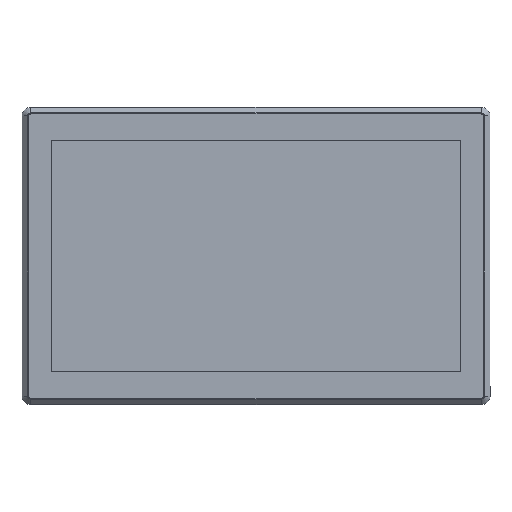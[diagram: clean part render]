
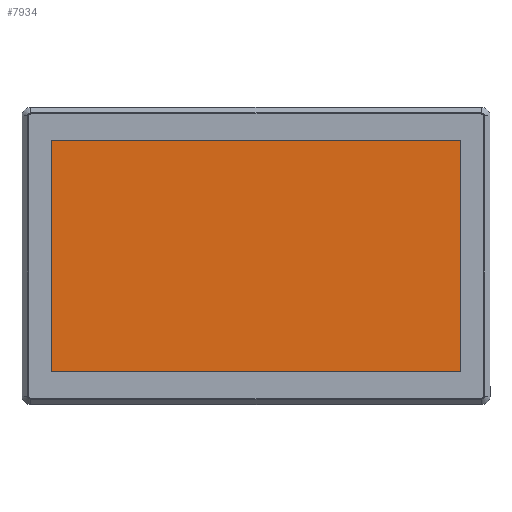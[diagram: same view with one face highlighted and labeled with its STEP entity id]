
A CAD part, top view. The second image highlights one B-rep face of the part: STEP entity #7934.
In plain terms, the highlighted face is planar.
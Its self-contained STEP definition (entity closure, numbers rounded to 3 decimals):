
#6591=FACE_OUTER_BOUND('',#14605,.T.);
#7934=ADVANCED_FACE('',(#6591),#9164,.T.);
#9164=PLANE('',#31804);
#11017=LINE('',#40742,#12607);
#11020=LINE('',#40748,#12610);
#11022=LINE('',#40752,#12612);
#11023=LINE('',#40754,#12613);
#12607=VECTOR('',#34958,1.);
#12610=VECTOR('',#34963,1.);
#12612=VECTOR('',#34967,1.);
#12613=VECTOR('',#34970,1.);
#14605=EDGE_LOOP('',(#17924,#17925,#17926,#17927));
#17924=ORIENTED_EDGE('',*,*,#25969,.F.);
#17925=ORIENTED_EDGE('',*,*,#25972,.F.);
#17926=ORIENTED_EDGE('',*,*,#25974,.F.);
#17927=ORIENTED_EDGE('',*,*,#25975,.F.);
#23318=VERTEX_POINT('',#40741);
#23319=VERTEX_POINT('',#40743);
#23320=VERTEX_POINT('',#40747);
#23321=VERTEX_POINT('',#40751);
#25969=EDGE_CURVE('',#23318,#23319,#11017,.T.);
#25972=EDGE_CURVE('',#23320,#23318,#11020,.T.);
#25974=EDGE_CURVE('',#23321,#23320,#11022,.T.);
#25975=EDGE_CURVE('',#23319,#23321,#11023,.T.);
#31804=AXIS2_PLACEMENT_3D('',#40756,#34973,#34974);
#34958=DIRECTION('',(0.,0.,1.));
#34963=DIRECTION('',(-1.,0.,0.));
#34967=DIRECTION('',(0.,0.,-1.));
#34970=DIRECTION('',(1.,0.,0.));
#34973=DIRECTION('',(0.,-1.,0.));
#34974=DIRECTION('',(0.,0.,-1.));
#40741=CARTESIAN_POINT('',(-238.5,-39.182,-114.75));
#40742=CARTESIAN_POINT('',(-238.5,-39.182,154.25));
#40743=CARTESIAN_POINT('',(-238.5,-39.182,154.25));
#40747=CARTESIAN_POINT('',(238.5,-39.182,-114.75));
#40748=CARTESIAN_POINT('',(-238.5,-39.182,-114.75));
#40751=CARTESIAN_POINT('',(238.5,-39.182,154.25));
#40752=CARTESIAN_POINT('',(238.5,-39.182,-114.75));
#40754=CARTESIAN_POINT('',(238.5,-39.182,154.25));
#40756=CARTESIAN_POINT('',(0.,-39.182,0.));
